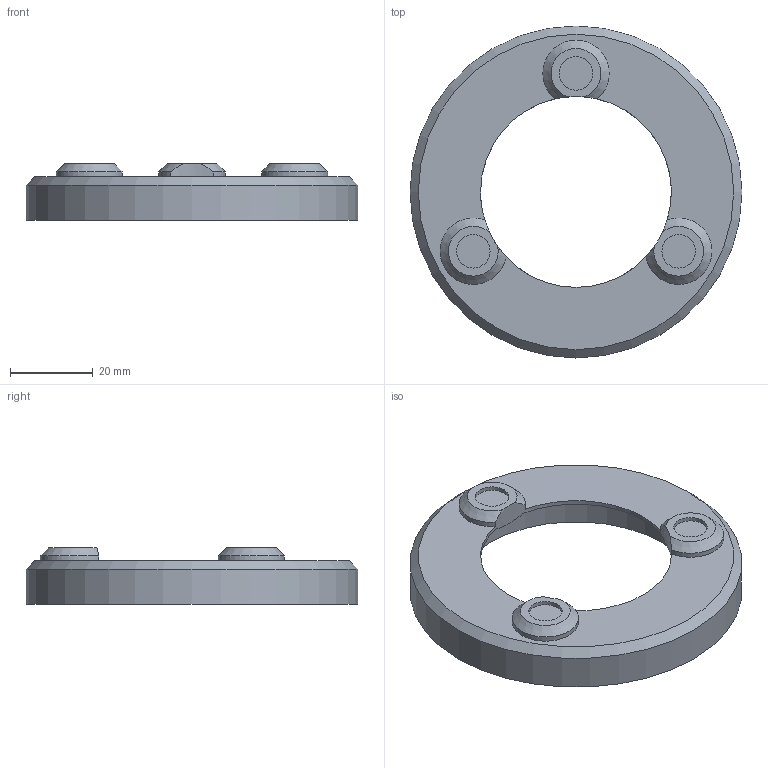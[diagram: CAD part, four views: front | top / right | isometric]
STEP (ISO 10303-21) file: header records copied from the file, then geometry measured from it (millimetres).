
FILE_DESCRIPTION(/* description */ (''),/* implementation_level */ '2;1');
FILE_NAME(/* name */ 'motor2_drive_mount_spacer.stp',/* time_stamp */ '2024-06-29T23:09:48-07:00',/* author */ ('aaron'),/* organization */ (''),/* preprocessor_version */ 'ST-DEVELOPER v19.2',/* originating_system */ 'Autodesk Inventor 2023',/* authorisation */ '');
FILE_SCHEMA (('AUTOMOTIVE_DESIGN { 1 0 10303 214 3 1 1 }'));
Length unit declared in the file: millimetre
Products named in the file (1): motor_main_drive_mount_spacer
Bounding box: 80 x 80 x 13.7 mm (x, y, z)
Volume: 27709.1 mm3; surface area: 11064.5 mm2
Topology: 1 solids, 1 shells, 47 faces, 122 edges, 81 vertices
Faces by surface type: cone 23, cylinder 12, plane 12
Full cylindrical faces by diameter (mm): 8.1 x3, 46 x1, 58.1 x1, 80 x1
Entity records: 1631 total; most frequent: CARTESIAN_POINT 454, ORIENTED_EDGE 244, DIRECTION 236, EDGE_CURVE 122, AXIS2_PLACEMENT_3D 111, VERTEX_POINT 81, CIRCLE 63, EDGE_LOOP 53
